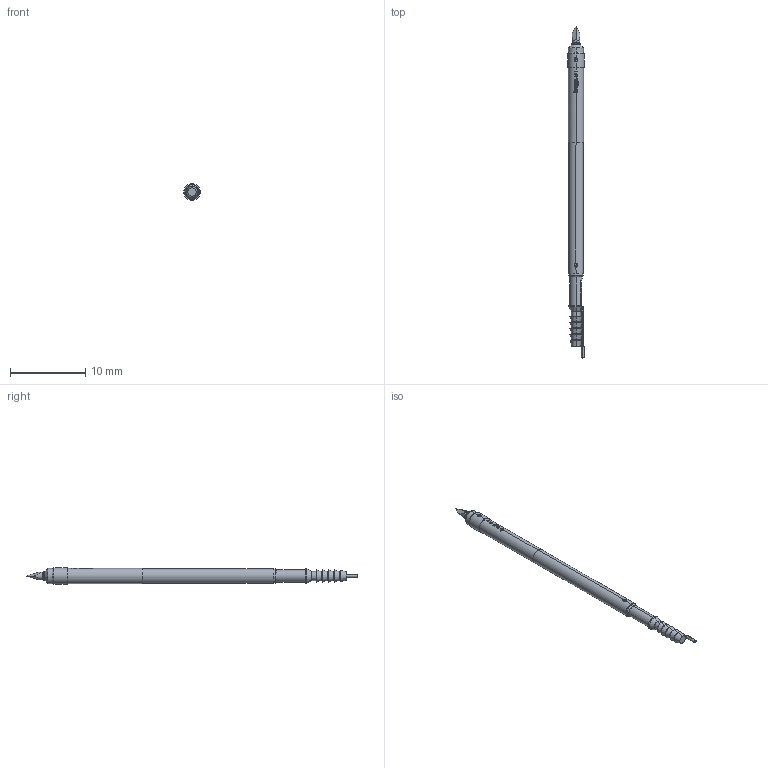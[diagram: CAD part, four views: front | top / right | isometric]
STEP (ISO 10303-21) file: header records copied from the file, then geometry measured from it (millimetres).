
FILE_DESCRIPTION (( 'STEP AP203' ), '1' );
FILE_NAME ('INGUN_PKS-200_291_100_A_xx02_V.STEP', '2022-03-04T09:29:01', ( 'ochi' ), ( '' ), 'SwSTEP 2.0', 'SolidWorks 2018', '' );
FILE_SCHEMA (( 'CONFIG_CONTROL_DESIGN' ));
Length unit declared in the file: millimetre
Products named in the file (1): INGUN_PKS-200_291_100_A_xx02_V
Bounding box: 2.2 x 44.2 x 2.2 mm (x, y, z)
Volume: 113.4 mm3; surface area: 258.3 mm2
Topology: 1 solids, 1 shells, 194 faces, 512 edges, 330 vertices
Faces by surface type: plane 66, cylinder 57, bspline 50, cone 21
Entity records: 7533 total; most frequent: CARTESIAN_POINT 2987, ORIENTED_EDGE 1024, DIRECTION 822, EDGE_CURVE 512, AXIS2_PLACEMENT_3D 335, VERTEX_POINT 330, EDGE_LOOP 212, ADVANCED_FACE 194
